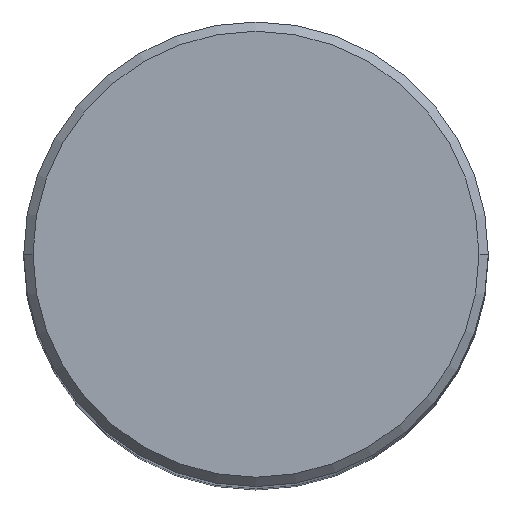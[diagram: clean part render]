
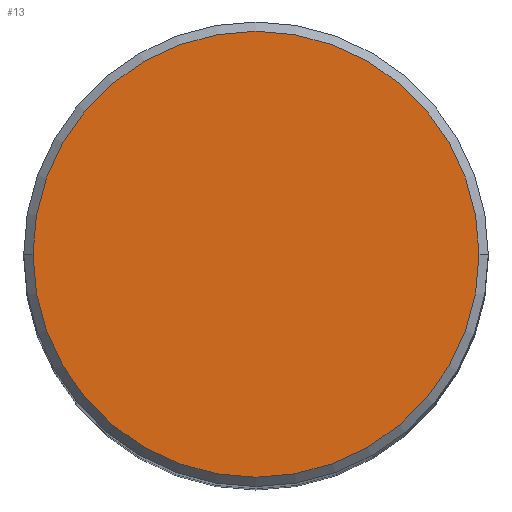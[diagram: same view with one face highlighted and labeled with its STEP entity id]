
A CAD part, top view. The second image highlights one B-rep face of the part: STEP entity #13.
In plain terms, the highlighted planar face has unit normal (0, 0, 1).
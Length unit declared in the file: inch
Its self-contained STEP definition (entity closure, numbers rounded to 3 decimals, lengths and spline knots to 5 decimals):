
#2 = ORIENTED_EDGE ( 'NONE', *, *, #199, .T. ) ;
#9 = CARTESIAN_POINT ( 'NONE',  ( 0., 0., 0. ) ) ;
#13 = ADVANCED_FACE ( 'NONE', ( #310 ), #147, .F. ) ;
#43 = CARTESIAN_POINT ( 'NONE',  ( 0., 0.48, 0. ) ) ;
#72 = DIRECTION ( 'NONE',  ( -1., 0., 0. ) ) ;
#85 = EDGE_CURVE ( 'NONE', #356, #379, #164, .T. ) ;
#105 = DIRECTION ( 'NONE',  ( 0., 0., 1. ) ) ;
#126 = ORIENTED_EDGE ( 'NONE', *, *, #85, .T. ) ;
#138 = DIRECTION ( 'NONE',  ( 0., 0., 1. ) ) ;
#147 = PLANE ( 'NONE',  #367 ) ;
#148 = AXIS2_PLACEMENT_3D ( 'NONE', #245, #105, #278 ) ;
#150 = CARTESIAN_POINT ( 'NONE',  ( -0.48, 0., 0. ) ) ;
#164 = CIRCLE ( 'NONE', #148, 0.48 ) ;
#199 = EDGE_CURVE ( 'NONE', #379, #356, #216, .T. ) ;
#209 = EDGE_LOOP ( 'NONE', ( #2, #126 ) ) ;
#216 = CIRCLE ( 'NONE', #296, 0.48 ) ;
#245 = CARTESIAN_POINT ( 'NONE',  ( 0., 0., 0. ) ) ;
#278 = DIRECTION ( 'NONE',  ( 1., 0., 0. ) ) ;
#296 = AXIS2_PLACEMENT_3D ( 'NONE', #9, #138, #325 ) ;
#310 = FACE_OUTER_BOUND ( 'NONE', #209, .T. ) ;
#325 = DIRECTION ( 'NONE',  ( 1., 0., 0. ) ) ;
#356 = VERTEX_POINT ( 'NONE', #381 ) ;
#367 = AXIS2_PLACEMENT_3D ( 'NONE', #43, #373, #72 ) ;
#373 = DIRECTION ( 'NONE',  ( 0., 0., -1. ) ) ;
#379 = VERTEX_POINT ( 'NONE', #150 ) ;
#381 = CARTESIAN_POINT ( 'NONE',  ( 0.48, 0., 0. ) ) ;
